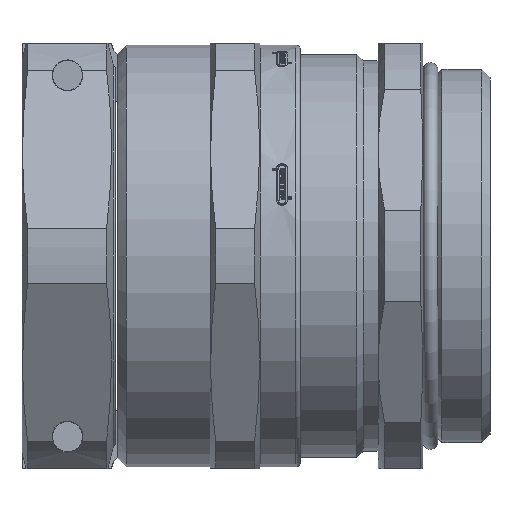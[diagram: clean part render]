
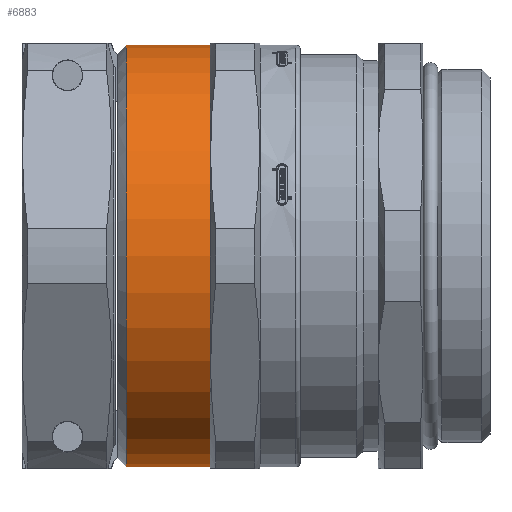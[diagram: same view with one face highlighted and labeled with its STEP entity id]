
A CAD part, front view. The second image highlights one B-rep face of the part: STEP entity #6883.
In plain terms, the highlighted cylindrical face has radius 28.25 mm (diameter 56.5 mm), a full revolution.
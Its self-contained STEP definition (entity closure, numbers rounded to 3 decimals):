
#1506=FACE_BOUND('',#2349,.T.);
#1897=FACE_OUTER_BOUND('',#2348,.T.);
#2348=EDGE_LOOP('',(#6294));
#2349=EDGE_LOOP('',(#6295));
#2446=CIRCLE('',#7050,28.25);
#2756=CIRCLE('',#7702,28.25);
#2869=VERTEX_POINT('',#10136);
#3438=VERTEX_POINT('',#12449);
#3567=EDGE_CURVE('',#2869,#2869,#2446,.T.);
#4425=EDGE_CURVE('',#3438,#3438,#2756,.T.);
#6294=ORIENTED_EDGE('',*,*,#4425,.F.);
#6295=ORIENTED_EDGE('',*,*,#3567,.T.);
#6507=CYLINDRICAL_SURFACE('',#7701,28.25);
#6883=ADVANCED_FACE('',(#1897,#1506),#6507,.T.);
#7050=AXIS2_PLACEMENT_3D('',#10137,#7986,#7987);
#7701=AXIS2_PLACEMENT_3D('',#12448,#9736,#9737);
#7702=AXIS2_PLACEMENT_3D('',#12450,#9738,#9739);
#7986=DIRECTION('center_axis',(1.,0.,0.));
#7987=DIRECTION('ref_axis',(0.,0.,-1.));
#9736=DIRECTION('center_axis',(1.,0.,0.));
#9737=DIRECTION('ref_axis',(0.,1.,0.));
#9738=DIRECTION('center_axis',(1.,0.,0.));
#9739=DIRECTION('ref_axis',(0.,0.,-1.));
#10136=CARTESIAN_POINT('',(14.,28.25,0.));
#10137=CARTESIAN_POINT('Origin',(14.,0.,0.));
#12448=CARTESIAN_POINT('Origin',(19.6,0.,0.));
#12449=CARTESIAN_POINT('',(25.2,28.25,0.));
#12450=CARTESIAN_POINT('Origin',(25.2,0.,0.));
